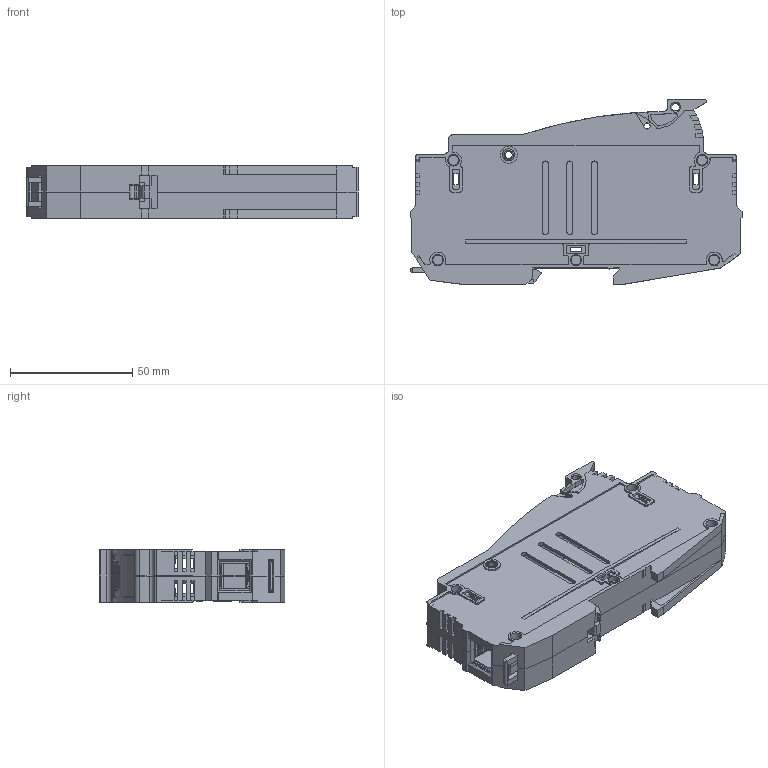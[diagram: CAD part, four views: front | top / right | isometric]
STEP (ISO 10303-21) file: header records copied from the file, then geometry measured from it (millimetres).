
FILE_DESCRIPTION((''),'2;1');
FILE_NAME('002580006_ASM','2022-06-02T10:27:43',('klemen.sitar'),('Audax d.o.o.'),'CREO PARAMETRIC BY PTC INC, 2021304','CREO PARAMETRIC BY PTC INC, 2021304','');
FILE_SCHEMA(('AP242_MANAGED_MODEL_BASED_3D_ENGINEERING_MIM_LF { 1 0 10303 442 1 1 4 }'));
Products named in the file (10): 0000070582_1; 0000070591_1; 0000070593_1; 0000070587_1; 0000000326_1; 0000070588_1; 0000003758_1; 0000003747_1; ETI_LOGO; 002580006_ASM
Assembly tree (16 placements, depth 2):
  002580006_ASM
    0000070582_1
    0000070591_1
    0000070593_1
    0000070587_1
    0000000326_1  x5
    0000070588_1  x2
    0000003758_1  x2
    0000003747_1  x2
    ETI_LOGO
Bounding box: 135.6 x 75.7 x 21.5 mm (x, y, z)
Volume: 53591.8 mm3; surface area: 73251.9 mm2
Topology: 18 solids, 24 shells, 4850 faces, 13656 edges, 8988 vertices
Faces by surface type: plane 2820, extrusion 972, cylinder 753, cone 132, bspline 103, torus 56, sphere 14
Entity records: 221495 total; most frequent: CARTESIAN_POINT 40421, ORIENTED_EDGE 24344, DIRECTION 19103, PRESENTATION_STYLE_ASSIGNMENT 17465, STYLED_ITEM 17465, CURVE_STYLE 13161, EDGE_CURVE 12178, VECTOR 9191
